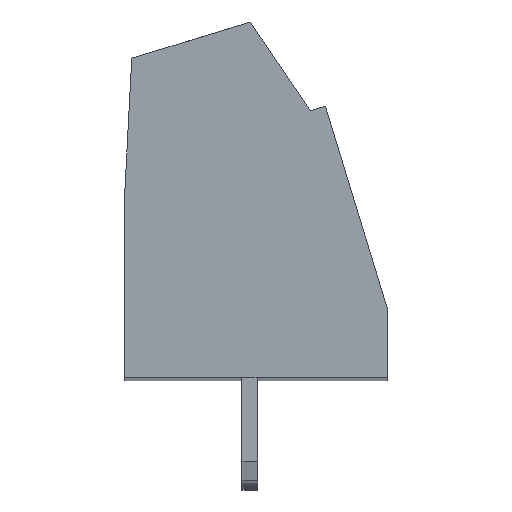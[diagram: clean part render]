
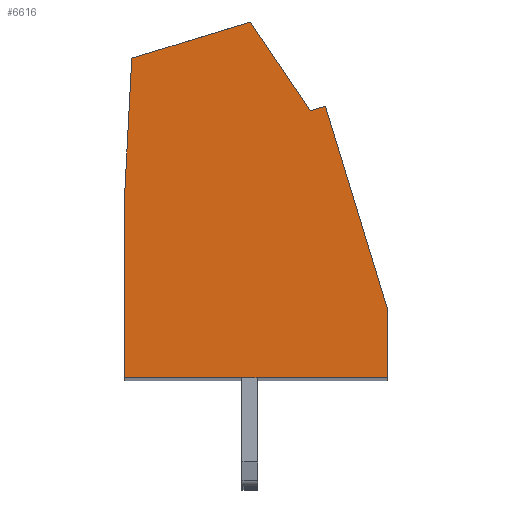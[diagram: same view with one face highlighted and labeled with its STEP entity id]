
A CAD part, top view. The second image highlights one B-rep face of the part: STEP entity #6616.
In plain terms, the highlighted planar face has unit normal (0, 0, 1).
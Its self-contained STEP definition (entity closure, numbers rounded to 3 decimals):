
#791=DIRECTION('',(-0.292,0.956,0.));
#792=VECTOR('',#791,6.75);
#793=CARTESIAN_POINT('',(4.2,-5.45,1.75));
#794=LINE('',#793,#792);
#795=DIRECTION('',(0.,1.,0.));
#796=VECTOR('',#795,2.25);
#797=CARTESIAN_POINT('',(4.2,-7.7,1.75));
#798=LINE('',#797,#796);
#799=DIRECTION('',(1.,0.,0.));
#800=VECTOR('',#799,8.4);
#801=CARTESIAN_POINT('',(-4.2,-7.7,1.75));
#802=LINE('',#801,#800);
#803=DIRECTION('',(0.,-1.,0.));
#804=VECTOR('',#803,6.071);
#805=CARTESIAN_POINT('',(-4.2,-1.629,1.75));
#806=LINE('',#805,#804);
#807=DIRECTION('',(-0.052,-0.999,0.));
#808=VECTOR('',#807,4.172);
#809=CARTESIAN_POINT('',(-3.982,2.537,1.75));
#810=LINE('',#809,#808);
#811=DIRECTION('',(-0.956,-0.292,0.));
#812=VECTOR('',#811,3.978);
#813=CARTESIAN_POINT('',(-0.177,3.7,1.75));
#814=LINE('',#813,#812);
#815=DIRECTION('',(-0.559,0.829,0.));
#816=VECTOR('',#815,3.43);
#817=CARTESIAN_POINT('',(1.741,0.857,1.75));
#818=LINE('',#817,#816);
#819=DIRECTION('',(-0.956,-0.292,0.));
#820=VECTOR('',#819,0.508);
#821=CARTESIAN_POINT('',(2.226,1.005,1.75));
#822=LINE('',#821,#820);
#4647=CARTESIAN_POINT('',(4.2,-5.45,1.75));
#4648=CARTESIAN_POINT('',(2.226,1.005,1.75));
#4649=VERTEX_POINT('',#4647);
#4650=VERTEX_POINT('',#4648);
#4651=CARTESIAN_POINT('',(1.741,0.857,1.75));
#4652=VERTEX_POINT('',#4651);
#4653=CARTESIAN_POINT('',(-0.177,3.7,1.75));
#4654=VERTEX_POINT('',#4653);
#4655=CARTESIAN_POINT('',(-3.982,2.537,1.75));
#4656=VERTEX_POINT('',#4655);
#4657=CARTESIAN_POINT('',(-4.2,-1.629,1.75));
#4658=VERTEX_POINT('',#4657);
#4659=CARTESIAN_POINT('',(-4.2,-7.7,1.75));
#4660=VERTEX_POINT('',#4659);
#4661=CARTESIAN_POINT('',(4.2,-7.7,1.75));
#4662=VERTEX_POINT('',#4661);
#6601=CARTESIAN_POINT('',(0.,0.,1.75));
#6602=DIRECTION('',(0.,0.,1.));
#6603=DIRECTION('',(1.,0.,0.));
#6604=AXIS2_PLACEMENT_3D('',#6601,#6602,#6603);
#6605=PLANE('',#6604);
#6606=ORIENTED_EDGE('',*,*,#6055,.F.);
#6607=ORIENTED_EDGE('',*,*,#6240,.F.);
#6608=ORIENTED_EDGE('',*,*,#6254,.F.);
#6609=ORIENTED_EDGE('',*,*,#6438,.F.);
#6610=ORIENTED_EDGE('',*,*,#6452,.F.);
#6611=ORIENTED_EDGE('',*,*,#6466,.F.);
#6612=ORIENTED_EDGE('',*,*,#6582,.F.);
#6613=ORIENTED_EDGE('',*,*,#6595,.F.);
#6614=EDGE_LOOP('',(#6606,#6607,#6608,#6609,#6610,#6611,#6612,#6613));
#6615=FACE_OUTER_BOUND('',#6614,.F.);
#6055=EDGE_CURVE('',#4649,#4650,#794,.T.);
#6240=EDGE_CURVE('',#4662,#4649,#798,.T.);
#6254=EDGE_CURVE('',#4660,#4662,#802,.T.);
#6438=EDGE_CURVE('',#4658,#4660,#806,.T.);
#6452=EDGE_CURVE('',#4656,#4658,#810,.T.);
#6466=EDGE_CURVE('',#4654,#4656,#814,.T.);
#6582=EDGE_CURVE('',#4652,#4654,#818,.T.);
#6595=EDGE_CURVE('',#4650,#4652,#822,.T.);
#6616=ADVANCED_FACE('',(#6615),#6605,.T.);
